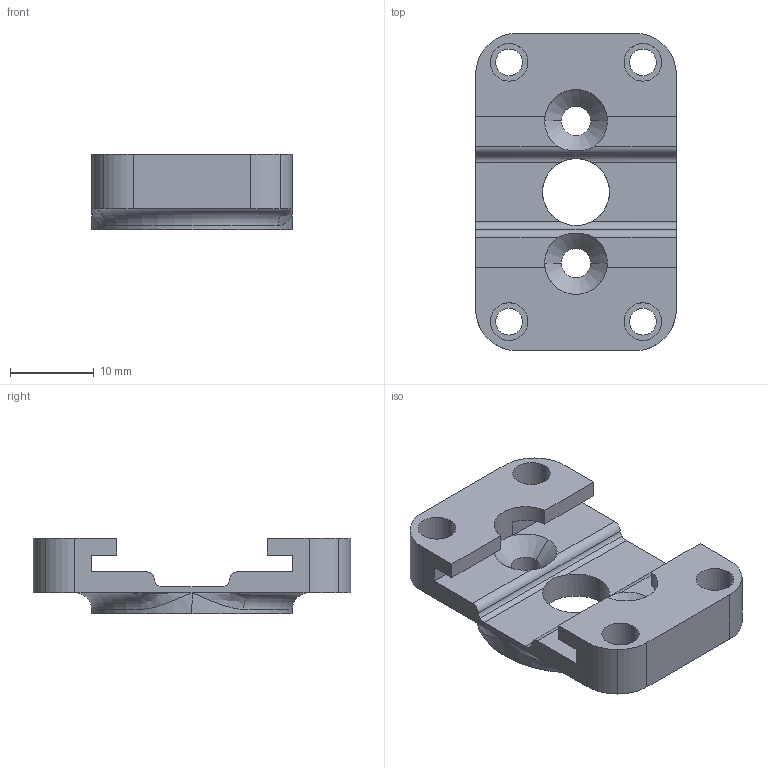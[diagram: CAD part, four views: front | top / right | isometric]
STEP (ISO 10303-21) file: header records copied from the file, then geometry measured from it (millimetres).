
FILE_DESCRIPTION (( 'STEP AP214' ), '1' );
FILE_NAME ('angle_sensor_holder_wrist.step.STEP', '2024-09-16T01:41:32', ( '' ), ( '' ), 'SwSTEP 2.0', 'SolidWorks 2023', '' );
FILE_SCHEMA (( 'AUTOMOTIVE_DESIGN' ));
Length unit declared in the file: millimetre
Products named in the file (1): angle_sensor_holder_wrist.step
Bounding box: 24 x 38 x 9 mm (x, y, z)
Volume: 3807.9 mm3; surface area: 3251 mm2
Topology: 1 solids, 1 shells, 81 faces, 222 edges, 140 vertices
Faces by surface type: cylinder 40, plane 31, cone 4, bspline 4, torus 2
Entity records: 2927 total; most frequent: CARTESIAN_POINT 792, DIRECTION 458, ORIENTED_EDGE 436, EDGE_CURVE 218, AXIS2_PLACEMENT_3D 174, VERTEX_POINT 140, LINE 110, VECTOR 110
